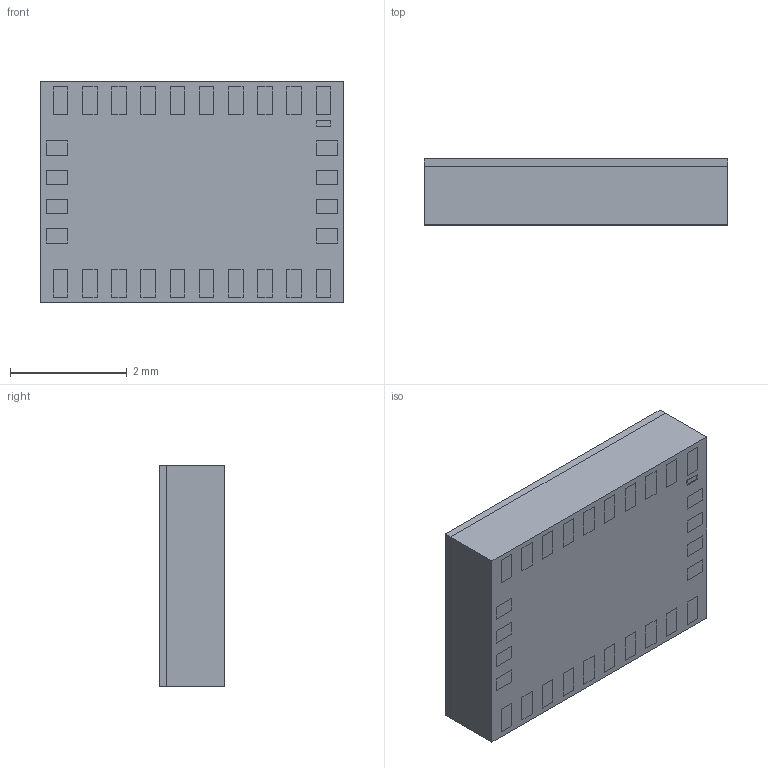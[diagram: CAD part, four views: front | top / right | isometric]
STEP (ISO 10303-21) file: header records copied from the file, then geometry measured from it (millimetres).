
FILE_DESCRIPTION (( 'STEP AP214' ), '1' );
FILE_NAME ('BNO086.STEP', '2024-01-07T18:07:26', ( '' ), ( '' ), 'SwSTEP 2.0', 'SolidWorks 2016', '' );
FILE_SCHEMA (( 'AUTOMOTIVE_DESIGN' ));
Length unit declared in the file: millimetre
Products named in the file (1): BNO086
Bounding box: 5.2 x 1.13 x 3.8 mm (x, y, z)
Volume: 22.3 mm3; surface area: 113.4 mm2
Topology: 30 solids, 30 shells, 325 faces, 708 edges, 472 vertices
Faces by surface type: plane 325
Entity records: 8988 total; most frequent: CARTESIAN_POINT 1506, ORIENTED_EDGE 1416, DIRECTION 1360, VECTOR 708, EDGE_CURVE 708, LINE 708, VERTEX_POINT 472, EDGE_LOOP 354
